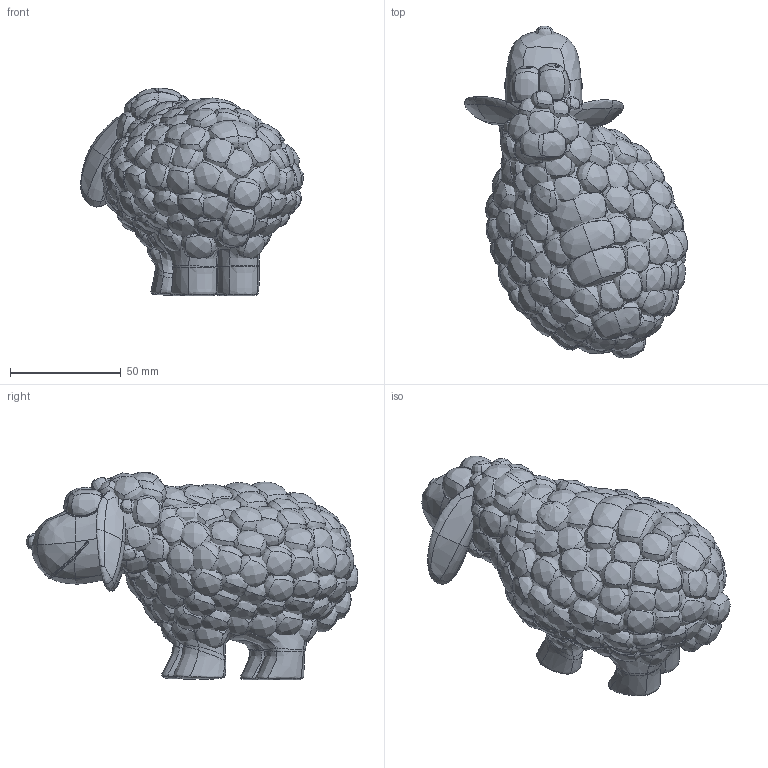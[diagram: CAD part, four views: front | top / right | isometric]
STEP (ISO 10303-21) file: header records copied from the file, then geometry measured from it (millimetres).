
FILE_DESCRIPTION(('CATIA V6 STEP'),'2;1');
FILE_NAME('Sheep_Product A.stp','2015-07-17T01:43:34+00:00',('none'),('none'),'3DEXPERIENCE Platform3DEXPERIENCE R2014x HotFix 14','3DEXPERIENCE Platform STEP AP203','none');
FILE_SCHEMA(('CONFIG_CONTROL_DESIGN'));
Products named in the file (2): Sheep_Product; Sheep_Light
Assembly tree (1 placements, depth 2):
  Sheep_Product
    Sheep_Light
Bounding box: 100.42 x 149.69 x 93.73 mm (x, y, z)
Surface area: 146164.7 mm2 (no closed solid volume)
Topology: 0 solids, 181 shells, 1237 faces, 2530 edges, 1633 vertices
Faces by surface type: bspline 1235, plane 2
Entity records: 317136 total; most frequent: CARTESIAN_POINT 300251, ORIENTED_EDGE 4962, EDGE_CURVE 2507, B_SPLINE_CURVE_WITH_KNOTS 2423, VERTEX_POINT 1616, EDGE_LOOP 1241, ADVANCED_FACE 1237, FACE_OUTER_BOUND 1237
